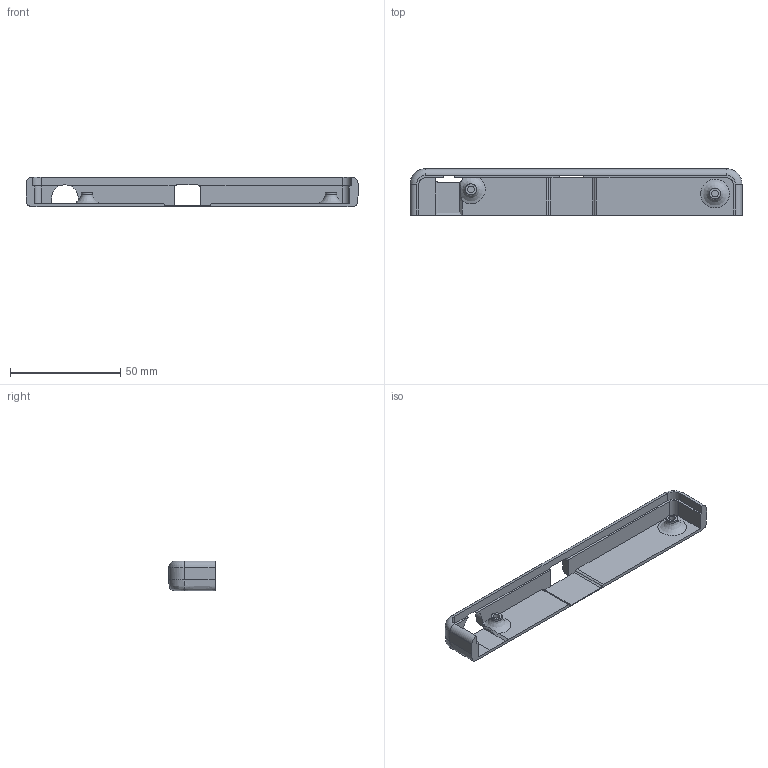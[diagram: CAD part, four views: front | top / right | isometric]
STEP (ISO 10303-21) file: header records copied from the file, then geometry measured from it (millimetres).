
FILE_DESCRIPTION(/* description */ ('STEP AP214'),/* implementation_level */ '2;1');
FILE_NAME(/* name */ '602b0a0d76f681188276f0a3',/* time_stamp */ '2021-02-15T23:55:58+00:00',/* author */ (''),/* organization */ (''),/* preprocessor_version */ 'ST-DEVELOPER v18.1',/* originating_system */ ' ',/* authorisation */ ' ');
FILE_SCHEMA (('AUTOMOTIVE_DESIGN {1 0 10303 214 3 1 1}'));
Length unit declared in the file: metre
Products named in the file (1): Bottom Right test
Bounding box: 150.27 x 21 x 13.5 mm (x, y, z)
Volume: 10836.1 mm3; surface area: 10613.4 mm2
Topology: 1 solids, 1 shells, 73 faces, 196 edges, 124 vertices
Faces by surface type: plane 36, cylinder 26, bspline 9, torus 2
Full cylindrical faces by diameter (mm): 3 x2, 5 x2
Entity records: 2740 total; most frequent: CARTESIAN_POINT 989, ORIENTED_EDGE 378, DIRECTION 324, EDGE_CURVE 189, VERTEX_POINT 123, AXIS2_PLACEMENT_3D 112, LINE 100, VECTOR 100
